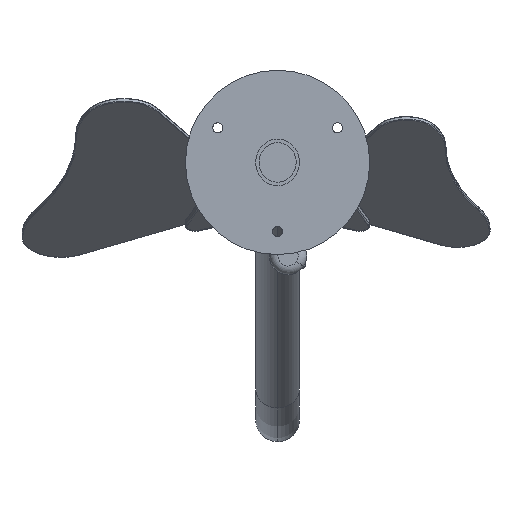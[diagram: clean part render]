
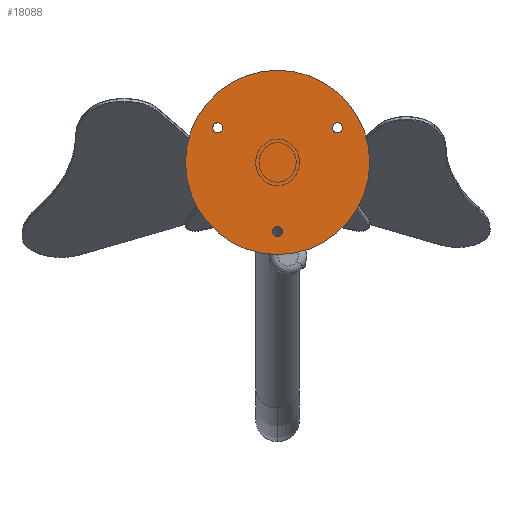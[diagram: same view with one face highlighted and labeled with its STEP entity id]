
A CAD part, front view. The second image highlights one B-rep face of the part: STEP entity #18088.
In plain terms, the highlighted planar face has unit normal (0, -1, 0).
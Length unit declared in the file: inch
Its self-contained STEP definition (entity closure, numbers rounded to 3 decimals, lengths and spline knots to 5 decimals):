
#95 = FACE_OUTER_BOUND ( 'NONE', #14422, .T. ) ;
#194 = VERTEX_POINT ( 'NONE', #4109 ) ;
#295 = DIRECTION ( 'NONE',  ( 0., 0., 1. ) ) ;
#587 = DIRECTION ( 'NONE',  ( 0., 0., 1. ) ) ;
#1179 = AXIS2_PLACEMENT_3D ( 'NONE', #11298, #3354, #14004 ) ;
#1232 = CIRCLE ( 'NONE', #15063, 0.21875 ) ;
#1488 = CIRCLE ( 'NONE', #1179, 0.21875 ) ;
#1528 = VERTEX_POINT ( 'NONE', #13595 ) ;
#2069 = ORIENTED_EDGE ( 'NONE', *, *, #8801, .T. ) ;
#2138 = EDGE_CURVE ( 'NONE', #17147, #16460, #1488, .T. ) ;
#2194 = CARTESIAN_POINT ( 'NONE',  ( 2.59808, -0.1875, 1.5 ) ) ;
#2481 = DIRECTION ( 'NONE',  ( 0., 1., 0. ) ) ;
#3003 = DIRECTION ( 'NONE',  ( 0., 0., 1. ) ) ;
#3140 = FACE_BOUND ( 'NONE', #18827, .T. ) ;
#3245 = DIRECTION ( 'NONE',  ( 0., 1., 0. ) ) ;
#3354 = DIRECTION ( 'NONE',  ( 0., 1., 0. ) ) ;
#4057 = EDGE_CURVE ( 'NONE', #16235, #8847, #15439, .T. ) ;
#4090 = CIRCLE ( 'NONE', #14038, 4. ) ;
#4109 = CARTESIAN_POINT ( 'NONE',  ( 0., -0.1875, 4. ) ) ;
#4124 = CARTESIAN_POINT ( 'NONE',  ( -2.59808, -0.1875, 1.5 ) ) ;
#4196 = VERTEX_POINT ( 'NONE', #18052 ) ;
#4258 = CARTESIAN_POINT ( 'NONE',  ( 0., -0.1875, -2.78125 ) ) ;
#4298 = CARTESIAN_POINT ( 'NONE',  ( 2.59808, -0.1875, 1.5 ) ) ;
#4761 = FACE_BOUND ( 'NONE', #15861, .T. ) ;
#4853 = PLANE ( 'NONE',  #12065 ) ;
#5228 = DIRECTION ( 'NONE',  ( 0., 0., 1. ) ) ;
#6122 = CIRCLE ( 'NONE', #18952, 0.21875 ) ;
#6146 = CARTESIAN_POINT ( 'NONE',  ( 0., -0.1875, 0. ) ) ;
#6182 = AXIS2_PLACEMENT_3D ( 'NONE', #4298, #2481, #8662 ) ;
#6294 = CARTESIAN_POINT ( 'NONE',  ( 0., -0.1875, 0. ) ) ;
#6295 = ORIENTED_EDGE ( 'NONE', *, *, #16681, .F. ) ;
#6347 = AXIS2_PLACEMENT_3D ( 'NONE', #2194, #8473, #5228 ) ;
#6473 = DIRECTION ( 'NONE',  ( 0., 0., 1. ) ) ;
#6871 = ORIENTED_EDGE ( 'NONE', *, *, #4057, .T. ) ;
#6965 = CIRCLE ( 'NONE', #6347, 0.21875 ) ;
#8110 = CARTESIAN_POINT ( 'NONE',  ( -2.59808, -0.1875, 1.28125 ) ) ;
#8220 = CIRCLE ( 'NONE', #13974, 4. ) ;
#8221 = ORIENTED_EDGE ( 'NONE', *, *, #8561, .T. ) ;
#8322 = EDGE_LOOP ( 'NONE', ( #13268, #2069 ) ) ;
#8387 = VERTEX_POINT ( 'NONE', #11128 ) ;
#8473 = DIRECTION ( 'NONE',  ( 0., 1., 0. ) ) ;
#8561 = EDGE_CURVE ( 'NONE', #8847, #16235, #1232, .T. ) ;
#8662 = DIRECTION ( 'NONE',  ( 0., 0., 1. ) ) ;
#8801 = EDGE_CURVE ( 'NONE', #16460, #17147, #6122, .T. ) ;
#8847 = VERTEX_POINT ( 'NONE', #17228 ) ;
#10226 = EDGE_CURVE ( 'NONE', #1528, #8387, #15792, .T. ) ;
#11128 = CARTESIAN_POINT ( 'NONE',  ( 2.59808, -0.1875, 1.28125 ) ) ;
#11221 = DIRECTION ( 'NONE',  ( 0., 0., 1. ) ) ;
#11298 = CARTESIAN_POINT ( 'NONE',  ( -2.59808, -0.1875, 1.5 ) ) ;
#12065 = AXIS2_PLACEMENT_3D ( 'NONE', #6294, #3245, #295 ) ;
#12334 = DIRECTION ( 'NONE',  ( 0., 0., 1. ) ) ;
#13268 = ORIENTED_EDGE ( 'NONE', *, *, #2138, .T. ) ;
#13595 = CARTESIAN_POINT ( 'NONE',  ( 2.59808, -0.1875, 1.71875 ) ) ;
#13974 = AXIS2_PLACEMENT_3D ( 'NONE', #17592, #18723, #587 ) ;
#14004 = DIRECTION ( 'NONE',  ( 0., 0., 1. ) ) ;
#14038 = AXIS2_PLACEMENT_3D ( 'NONE', #6146, #18283, #3003 ) ;
#14219 = ORIENTED_EDGE ( 'NONE', *, *, #10226, .T. ) ;
#14422 = EDGE_LOOP ( 'NONE', ( #14835, #6295 ) ) ;
#14769 = CARTESIAN_POINT ( 'NONE',  ( -2.59808, -0.1875, 1.71875 ) ) ;
#14835 = ORIENTED_EDGE ( 'NONE', *, *, #19257, .F. ) ;
#15063 = AXIS2_PLACEMENT_3D ( 'NONE', #17087, #16898, #6473 ) ;
#15439 = CIRCLE ( 'NONE', #17052, 0.21875 ) ;
#15699 = FACE_BOUND ( 'NONE', #8322, .T. ) ;
#15792 = CIRCLE ( 'NONE', #6182, 0.21875 ) ;
#15861 = EDGE_LOOP ( 'NONE', ( #6871, #8221 ) ) ;
#16235 = VERTEX_POINT ( 'NONE', #4258 ) ;
#16460 = VERTEX_POINT ( 'NONE', #8110 ) ;
#16681 = EDGE_CURVE ( 'NONE', #4196, #194, #8220, .T. ) ;
#16898 = DIRECTION ( 'NONE',  ( 0., 1., 0. ) ) ;
#16948 = DIRECTION ( 'NONE',  ( 0., 1., 0. ) ) ;
#17052 = AXIS2_PLACEMENT_3D ( 'NONE', #18251, #16948, #12334 ) ;
#17087 = CARTESIAN_POINT ( 'NONE',  ( 0., -0.1875, -3. ) ) ;
#17147 = VERTEX_POINT ( 'NONE', #14769 ) ;
#17228 = CARTESIAN_POINT ( 'NONE',  ( 0., -0.1875, -3.21875 ) ) ;
#17592 = CARTESIAN_POINT ( 'NONE',  ( 0., -0.1875, 0. ) ) ;
#18052 = CARTESIAN_POINT ( 'NONE',  ( 0., -0.1875, -4. ) ) ;
#18088 = ADVANCED_FACE ( 'NONE', ( #15699, #3140, #4761, #95 ), #4853, .F. ) ;
#18251 = CARTESIAN_POINT ( 'NONE',  ( 0., -0.1875, -3. ) ) ;
#18283 = DIRECTION ( 'NONE',  ( 0., 1., 0. ) ) ;
#18298 = ORIENTED_EDGE ( 'NONE', *, *, #18620, .T. ) ;
#18620 = EDGE_CURVE ( 'NONE', #8387, #1528, #6965, .T. ) ;
#18723 = DIRECTION ( 'NONE',  ( 0., 1., 0. ) ) ;
#18827 = EDGE_LOOP ( 'NONE', ( #14219, #18298 ) ) ;
#18862 = DIRECTION ( 'NONE',  ( 0., 1., 0. ) ) ;
#18952 = AXIS2_PLACEMENT_3D ( 'NONE', #4124, #18862, #11221 ) ;
#19257 = EDGE_CURVE ( 'NONE', #194, #4196, #4090, .T. ) ;
